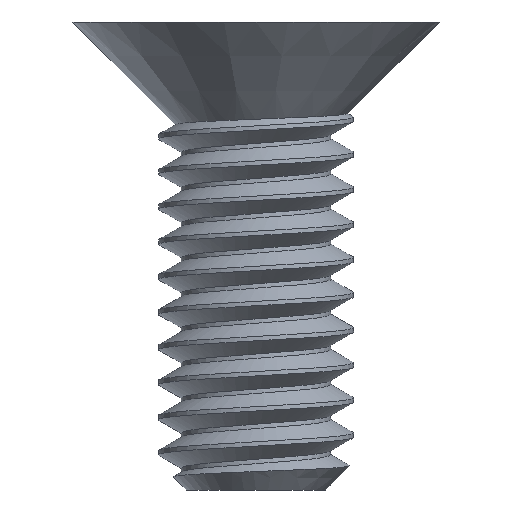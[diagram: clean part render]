
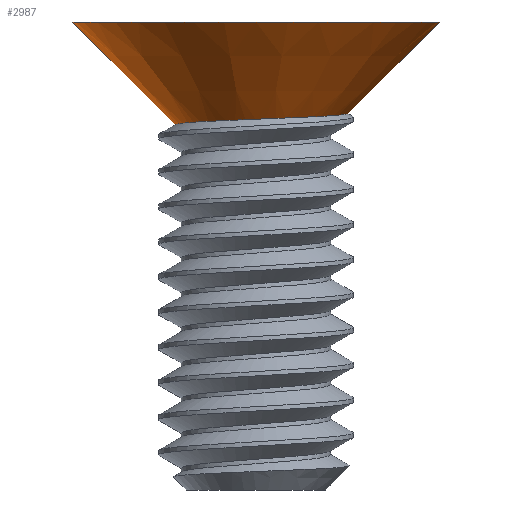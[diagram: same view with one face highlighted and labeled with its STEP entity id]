
A CAD part, left-side view. The second image highlights one B-rep face of the part: STEP entity #2987.
In plain terms, the highlighted conical face has half-angle 45 degrees and reference radius 1.25 mm.
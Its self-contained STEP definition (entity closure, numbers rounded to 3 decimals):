
#43 = DIRECTION ( 'NONE',  ( 0., -0.707, 0.707 ) ) ;
#167 = CARTESIAN_POINT ( 'NONE',  ( -0.878, -0.733, 0.284 ) ) ;
#210 = DIRECTION ( 'NONE',  ( 0., -1., 0. ) ) ;
#315 = LINE ( 'NONE', #797, #2250 ) ;
#502 = CONICAL_SURFACE ( 'NONE', #1078, 1.25, 0.785 ) ;
#649 = CARTESIAN_POINT ( 'NONE',  ( -1.103, -0.201, 0.262 ) ) ;
#699 = DIRECTION ( 'NONE',  ( 0., 0., 1. ) ) ;
#797 = CARTESIAN_POINT ( 'NONE',  ( 0., -1.25, 0.4 ) ) ;
#842 = EDGE_CURVE ( 'NONE', #1391, #2207, #3217, .T. ) ;
#889 = CARTESIAN_POINT ( 'NONE',  ( -0.56, 0.908, 0.207 ) ) ;
#898 = CARTESIAN_POINT ( 'NONE',  ( 0., 1.032, 0.182 ) ) ;
#922 = CARTESIAN_POINT ( 'NONE',  ( -0.96, -0.612, 0.279 ) ) ;
#1078 = AXIS2_PLACEMENT_3D ( 'NONE', #2755, #3025, #2232 ) ;
#1137 = CARTESIAN_POINT ( 'NONE',  ( -0.552, -1.022, 0.302 ) ) ;
#1170 = CARTESIAN_POINT ( 'NONE',  ( -1.074, -0.344, 0.268 ) ) ;
#1391 = VERTEX_POINT ( 'NONE', #2268 ) ;
#1416 = CARTESIAN_POINT ( 'NONE',  ( -1.106, 0.088, 0.25 ) ) ;
#1428 = CARTESIAN_POINT ( 'NONE',  ( -0.144, -1.17, 0.32 ) ) ;
#1452 = CARTESIAN_POINT ( 'NONE',  ( 0., 0., 1.5 ) ) ;
#1481 = ORIENTED_EDGE ( 'NONE', *, *, #842, .T. ) ;
#1597 = DIRECTION ( 'NONE',  ( 0., 0.707, 0.707 ) ) ;
#1652 = CARTESIAN_POINT ( 'NONE',  ( -0.291, 1.013, 0.194 ) ) ;
#1909 = CARTESIAN_POINT ( 'NONE',  ( -0.145, 1.038, 0.188 ) ) ;
#1917 = EDGE_CURVE ( 'NONE', #2207, #1931, #315, .T. ) ;
#1931 = VERTEX_POINT ( 'NONE', #2058 ) ;
#2008 = ORIENTED_EDGE ( 'NONE', *, *, #2023, .F. ) ;
#2023 = EDGE_CURVE ( 'NONE', #1391, #2651, #2730, .T. ) ;
#2058 = CARTESIAN_POINT ( 'NONE',  ( 0., -2.35, 1.5 ) ) ;
#2179 = EDGE_LOOP ( 'NONE', ( #2008, #1481, #3118, #2534 ) ) ;
#2207 = VERTEX_POINT ( 'NONE', #2434 ) ;
#2232 = DIRECTION ( 'NONE',  ( 0., -1., 0. ) ) ;
#2237 = EDGE_CURVE ( 'NONE', #2651, #1931, #3125, .T. ) ;
#2250 = VECTOR ( 'NONE', #43, 1000. ) ;
#2268 = CARTESIAN_POINT ( 'NONE',  ( 0., 1.032, 0.182 ) ) ;
#2338 = CARTESIAN_POINT ( 'NONE',  ( 0., 2.35, 1.5 ) ) ;
#2353 = CARTESIAN_POINT ( 'NONE',  ( 0., 1.25, 0.4 ) ) ;
#2433 = CARTESIAN_POINT ( 'NONE',  ( -0.684, 0.827, 0.214 ) ) ;
#2434 = CARTESIAN_POINT ( 'NONE',  ( 0., -1.175, 0.325 ) ) ;
#2534 = ORIENTED_EDGE ( 'NONE', *, *, #2237, .F. ) ;
#2651 = VERTEX_POINT ( 'NONE', #2338 ) ;
#2677 = CARTESIAN_POINT ( 'NONE',  ( -0.969, 0.5, 0.231 ) ) ;
#2690 = CARTESIAN_POINT ( 'NONE',  ( -0.674, -0.939, 0.296 ) ) ;
#2730 = LINE ( 'NONE', #2353, #3131 ) ;
#2755 = CARTESIAN_POINT ( 'NONE',  ( 0., 0., 0.4 ) ) ;
#2929 = CARTESIAN_POINT ( 'NONE',  ( -1.078, 0.233, 0.243 ) ) ;
#2944 = CARTESIAN_POINT ( 'NONE',  ( -0.288, -1.137, 0.314 ) ) ;
#2987 = ADVANCED_FACE ( 'NONE', ( #3004 ), #502, .T. ) ;
#3004 = FACE_OUTER_BOUND ( 'NONE', #2179, .T. ) ;
#3025 = DIRECTION ( 'NONE',  ( 0., 0., 1. ) ) ;
#3095 = AXIS2_PLACEMENT_3D ( 'NONE', #1452, #699, #210 ) ;
#3118 = ORIENTED_EDGE ( 'NONE', *, *, #1917, .T. ) ;
#3125 = CIRCLE ( 'NONE', #3095, 2.35 ) ;
#3131 = VECTOR ( 'NONE', #1597, 1000. ) ;
#3196 = CARTESIAN_POINT ( 'NONE',  ( 0., -1.175, 0.325 ) ) ;
#3204 = CARTESIAN_POINT ( 'NONE',  ( -0.888, 0.624, 0.226 ) ) ;
#3217 = B_SPLINE_CURVE_WITH_KNOTS ( 'NONE', 3,
 ( #898, #1909, #1652, #889, #2433, #3204, #2677, #2929, #1416, #649, #1170, #922, #167, #2690, #1137, #2944, #1428, #3196 ),
 .UNSPECIFIED., .F., .F.,
 ( 4, 2, 2, 2, 2, 2, 2, 2, 4 ),
 ( 0.002, 0.002, 0.002, 0.003, 0.003, 0.004, 0.004, 0.005, 0.005 ),
 .UNSPECIFIED. ) ;
